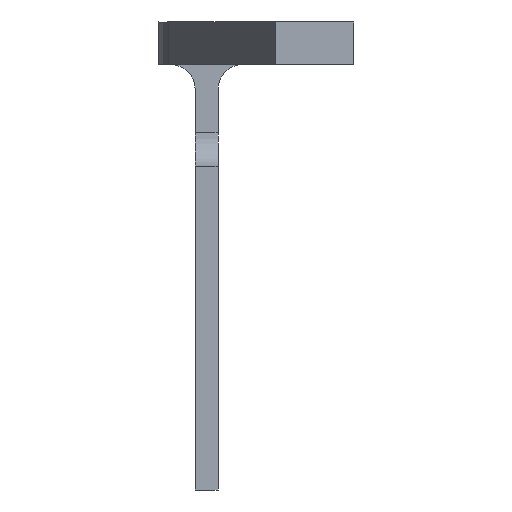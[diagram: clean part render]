
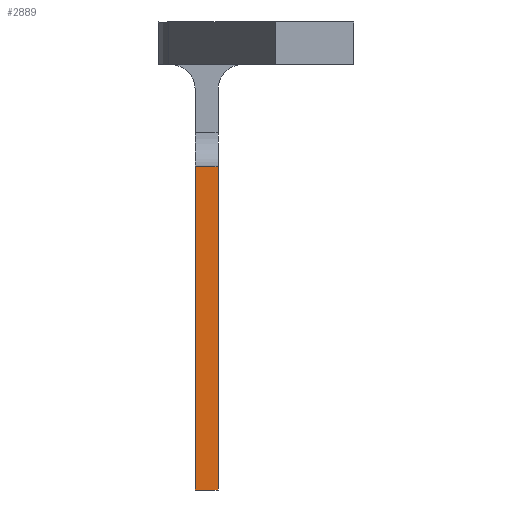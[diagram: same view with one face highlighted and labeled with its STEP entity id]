
A CAD part, left-side view. The second image highlights one B-rep face of the part: STEP entity #2889.
In plain terms, the highlighted planar face has unit normal (-1, 0, 0).
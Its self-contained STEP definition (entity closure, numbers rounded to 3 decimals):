
#2262 = PLANE('',#2263);
#2263 = AXIS2_PLACEMENT_3D('',#2264,#2265,#2266);
#2264 = CARTESIAN_POINT('',(-116.5,23.977,24.554));
#2265 = DIRECTION('',(0.,-1.,0.));
#2266 = DIRECTION('',(0.,0.,-1.));
#2365 = PLANE('',#2366);
#2366 = AXIS2_PLACEMENT_3D('',#2367,#2368,#2369);
#2367 = CARTESIAN_POINT('',(-116.5,25.327,24.554));
#2368 = DIRECTION('',(0.,-1.,0.));
#2369 = DIRECTION('',(0.,0.,-1.));
#2489 = VERTEX_POINT('',#2490);
#2490 = CARTESIAN_POINT('',(-166.5,23.977,20.));
#2509 = CYLINDRICAL_SURFACE('',#2510,2.);
#2510 = AXIS2_PLACEMENT_3D('',#2511,#2512,#2513);
#2511 = CARTESIAN_POINT('',(-166.5,30.,22.));
#2512 = DIRECTION('',(0.,1.,0.));
#2513 = DIRECTION('',(0.,0.,1.));
#2521 = EDGE_CURVE('',#2489,#2522,#2524,.T.);
#2522 = VERTEX_POINT('',#2523);
#2523 = CARTESIAN_POINT('',(-166.5,23.977,1.));
#2524 = SURFACE_CURVE('',#2525,(#2529,#2536),.PCURVE_S1.);
#2525 = LINE('',#2526,#2527);
#2526 = CARTESIAN_POINT('',(-166.5,23.977,24.554));
#2527 = VECTOR('',#2528,1.);
#2528 = DIRECTION('',(0.,0.,-1.));
#2529 = PCURVE('',#2262,#2530);
#2530 = DEFINITIONAL_REPRESENTATION('',(#2531),#2535);
#2531 = LINE('',#2532,#2533);
#2532 = CARTESIAN_POINT('',(0.,-50.));
#2533 = VECTOR('',#2534,1.);
#2534 = DIRECTION('',(1.,0.));
#2535 = ( GEOMETRIC_REPRESENTATION_CONTEXT(2) 
PARAMETRIC_REPRESENTATION_CONTEXT() REPRESENTATION_CONTEXT('2D SPACE',''
  ) );
#2536 = PCURVE('',#2537,#2542);
#2537 = PLANE('',#2538);
#2538 = AXIS2_PLACEMENT_3D('',#2539,#2540,#2541);
#2539 = CARTESIAN_POINT('',(-166.5,24.652,15.005));
#2540 = DIRECTION('',(1.,0.,0.));
#2541 = DIRECTION('',(0.,1.,0.));
#2542 = DEFINITIONAL_REPRESENTATION('',(#2543),#2547);
#2543 = LINE('',#2544,#2545);
#2544 = CARTESIAN_POINT('',(-0.675,9.548));
#2545 = VECTOR('',#2546,1.);
#2546 = DIRECTION('',(0.,-1.));
#2547 = ( GEOMETRIC_REPRESENTATION_CONTEXT(2) 
PARAMETRIC_REPRESENTATION_CONTEXT() REPRESENTATION_CONTEXT('2D SPACE',''
  ) );
#2565 = PLANE('',#2566);
#2566 = AXIS2_PLACEMENT_3D('',#2567,#2568,#2569);
#2567 = CARTESIAN_POINT('',(-116.5,25.327,1.));
#2568 = DIRECTION('',(0.,0.,1.));
#2569 = DIRECTION('',(0.,-1.,0.));
#2687 = VERTEX_POINT('',#2688);
#2688 = CARTESIAN_POINT('',(-166.5,25.327,20.));
#2714 = EDGE_CURVE('',#2687,#2715,#2717,.T.);
#2715 = VERTEX_POINT('',#2716);
#2716 = CARTESIAN_POINT('',(-166.5,25.327,1.));
#2717 = SURFACE_CURVE('',#2718,(#2722,#2729),.PCURVE_S1.);
#2718 = LINE('',#2719,#2720);
#2719 = CARTESIAN_POINT('',(-166.5,25.327,24.554));
#2720 = VECTOR('',#2721,1.);
#2721 = DIRECTION('',(0.,0.,-1.));
#2722 = PCURVE('',#2365,#2723);
#2723 = DEFINITIONAL_REPRESENTATION('',(#2724),#2728);
#2724 = LINE('',#2725,#2726);
#2725 = CARTESIAN_POINT('',(0.,-50.));
#2726 = VECTOR('',#2727,1.);
#2727 = DIRECTION('',(1.,0.));
#2728 = ( GEOMETRIC_REPRESENTATION_CONTEXT(2) 
PARAMETRIC_REPRESENTATION_CONTEXT() REPRESENTATION_CONTEXT('2D SPACE',''
  ) );
#2729 = PCURVE('',#2537,#2730);
#2730 = DEFINITIONAL_REPRESENTATION('',(#2731),#2735);
#2731 = LINE('',#2732,#2733);
#2732 = CARTESIAN_POINT('',(0.675,9.548));
#2733 = VECTOR('',#2734,1.);
#2734 = DIRECTION('',(0.,-1.));
#2735 = ( GEOMETRIC_REPRESENTATION_CONTEXT(2) 
PARAMETRIC_REPRESENTATION_CONTEXT() REPRESENTATION_CONTEXT('2D SPACE',''
  ) );
#2867 = EDGE_CURVE('',#2715,#2522,#2868,.T.);
#2868 = SURFACE_CURVE('',#2869,(#2873,#2880),.PCURVE_S1.);
#2869 = LINE('',#2870,#2871);
#2870 = CARTESIAN_POINT('',(-166.5,25.327,1.));
#2871 = VECTOR('',#2872,1.);
#2872 = DIRECTION('',(0.,-1.,0.));
#2873 = PCURVE('',#2565,#2874);
#2874 = DEFINITIONAL_REPRESENTATION('',(#2875),#2879);
#2875 = LINE('',#2876,#2877);
#2876 = CARTESIAN_POINT('',(0.,-50.));
#2877 = VECTOR('',#2878,1.);
#2878 = DIRECTION('',(1.,0.));
#2879 = ( GEOMETRIC_REPRESENTATION_CONTEXT(2) 
PARAMETRIC_REPRESENTATION_CONTEXT() REPRESENTATION_CONTEXT('2D SPACE',''
  ) );
#2880 = PCURVE('',#2537,#2881);
#2881 = DEFINITIONAL_REPRESENTATION('',(#2882),#2886);
#2882 = LINE('',#2883,#2884);
#2883 = CARTESIAN_POINT('',(0.675,-14.005));
#2884 = VECTOR('',#2885,1.);
#2885 = DIRECTION('',(-1.,0.));
#2886 = ( GEOMETRIC_REPRESENTATION_CONTEXT(2) 
PARAMETRIC_REPRESENTATION_CONTEXT() REPRESENTATION_CONTEXT('2D SPACE',''
  ) );
#2889 = ADVANCED_FACE('',(#2890),#2537,.F.);
#2890 = FACE_BOUND('',#2891,.F.);
#2891 = EDGE_LOOP('',(#2892,#2913,#2914,#2915));
#2892 = ORIENTED_EDGE('',*,*,#2893,.T.);
#2893 = EDGE_CURVE('',#2687,#2489,#2894,.T.);
#2894 = SURFACE_CURVE('',#2895,(#2899,#2906),.PCURVE_S1.);
#2895 = LINE('',#2896,#2897);
#2896 = CARTESIAN_POINT('',(-166.5,30.,20.));
#2897 = VECTOR('',#2898,1.);
#2898 = DIRECTION('',(0.,-1.,0.));
#2899 = PCURVE('',#2537,#2900);
#2900 = DEFINITIONAL_REPRESENTATION('',(#2901),#2905);
#2901 = LINE('',#2902,#2903);
#2902 = CARTESIAN_POINT('',(5.348,4.995));
#2903 = VECTOR('',#2904,1.);
#2904 = DIRECTION('',(-1.,0.));
#2905 = ( GEOMETRIC_REPRESENTATION_CONTEXT(2) 
PARAMETRIC_REPRESENTATION_CONTEXT() REPRESENTATION_CONTEXT('2D SPACE',''
  ) );
#2906 = PCURVE('',#2509,#2907);
#2907 = DEFINITIONAL_REPRESENTATION('',(#2908),#2912);
#2908 = LINE('',#2909,#2910);
#2909 = CARTESIAN_POINT('',(3.142,0.));
#2910 = VECTOR('',#2911,1.);
#2911 = DIRECTION('',(0.,-1.));
#2912 = ( GEOMETRIC_REPRESENTATION_CONTEXT(2) 
PARAMETRIC_REPRESENTATION_CONTEXT() REPRESENTATION_CONTEXT('2D SPACE',''
  ) );
#2913 = ORIENTED_EDGE('',*,*,#2521,.T.);
#2914 = ORIENTED_EDGE('',*,*,#2867,.F.);
#2915 = ORIENTED_EDGE('',*,*,#2714,.F.);
